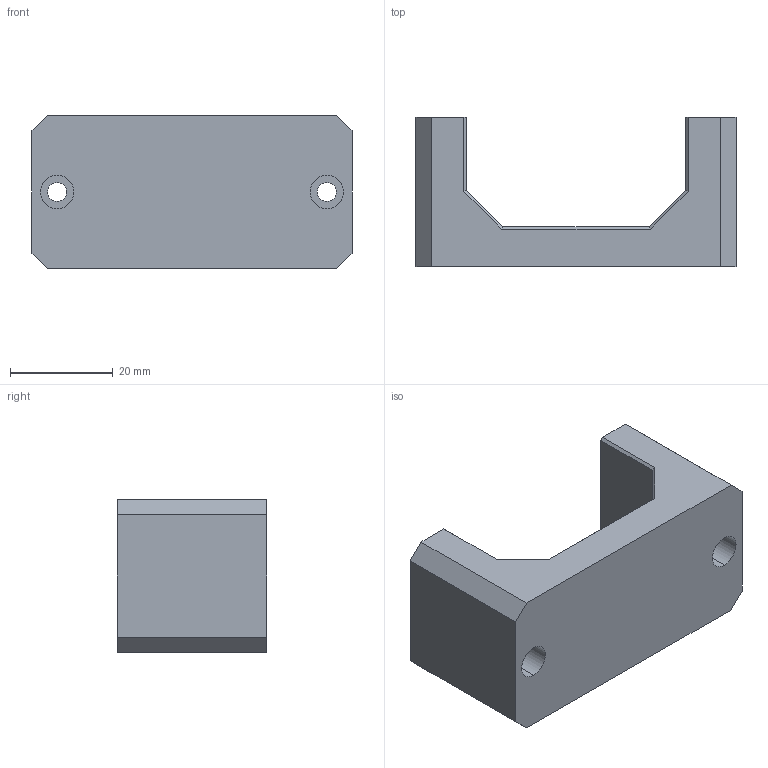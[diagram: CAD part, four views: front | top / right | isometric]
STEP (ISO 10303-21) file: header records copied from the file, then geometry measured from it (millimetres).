
FILE_DESCRIPTION (( 'STEP AP214' ), '1' );
FILE_NAME ('409 EZR Outer Bracket (47mm Motor).STEP', '2021-03-17T20:46:00', ( '' ), ( '' ), 'SwSTEP 2.0', 'SolidWorks 2019', '' );
FILE_SCHEMA (( 'AUTOMOTIVE_DESIGN' ));
Length unit declared in the file: millimetre
Products named in the file (1): 409 EZR Outer Bracket (47mm Motor)
Bounding box: 62.25 x 29.08 x 29.75 mm (x, y, z)
Volume: 26593.4 mm3; surface area: 8935.2 mm2
Topology: 1 solids, 1 shells, 36 faces, 88 edges, 56 vertices
Faces by surface type: plane 28, cylinder 8
Entity records: 1086 total; most frequent: CARTESIAN_POINT 181, DIRECTION 178, ORIENTED_EDGE 176, EDGE_CURVE 88, VECTOR 72, LINE 72, VERTEX_POINT 56, AXIS2_PLACEMENT_3D 53
